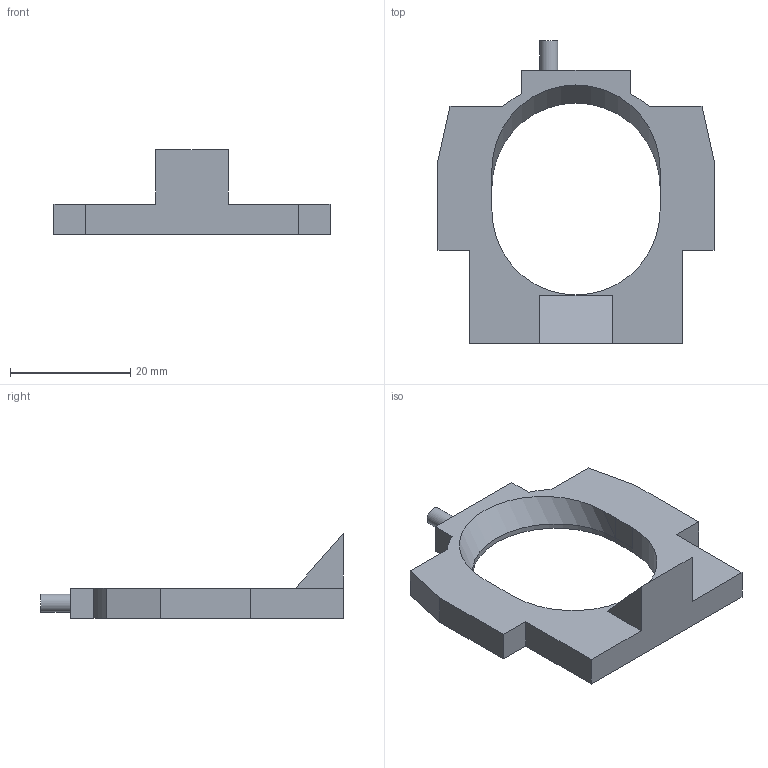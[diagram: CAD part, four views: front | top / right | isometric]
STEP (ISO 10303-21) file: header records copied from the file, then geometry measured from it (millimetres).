
FILE_DESCRIPTION(('FreeCAD Model'),'2;1');
FILE_NAME('Open CASCADE Shape Model','2023-11-11T10:27:40',(''),(''), 'Open CASCADE STEP processor 7.6','FreeCAD','Unknown');
FILE_SCHEMA(('AUTOMOTIVE_DESIGN { 1 0 10303 214 1 1 1 1 }'));
Length unit declared in the file: millimetre
Products named in the file (1): Apextrooper plunger catch 1B
Bounding box: 46 x 50.46 x 14 mm (x, y, z)
Volume: 5413.9 mm3; surface area: 3635.6 mm2
Topology: 1 solids, 1 shells, 35 faces, 89 edges, 57 vertices
Faces by surface type: plane 26, cylinder 6, bspline 3
Full cylindrical faces by diameter (mm): 3 x1
Entity records: 2713 total; most frequent: CARTESIAN_POINT 918, DIRECTION 318, LINE 229, VECTOR 229, ORIENTED_EDGE 180, PCURVE 178, DEFINITIONAL_REPRESENTATION 178, EDGE_CURVE 89
